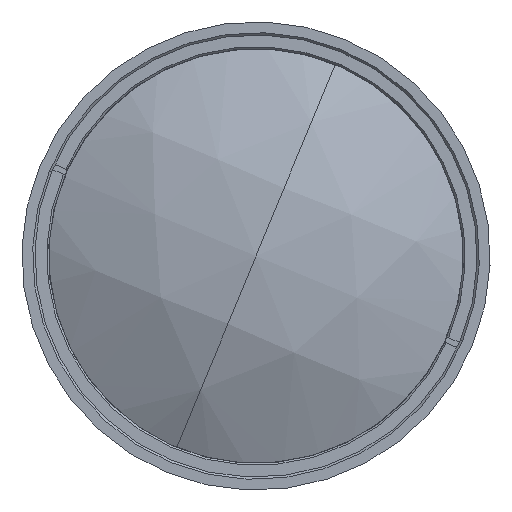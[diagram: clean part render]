
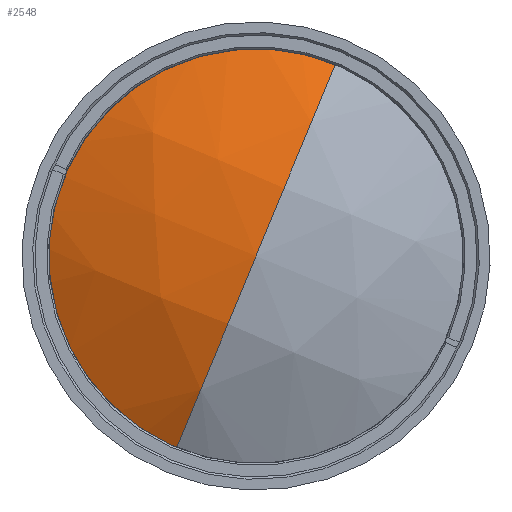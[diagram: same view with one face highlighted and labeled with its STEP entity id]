
A CAD part, left-side view. The second image highlights one B-rep face of the part: STEP entity #2548.
In plain terms, the highlighted free-form (B-spline) face has degree [3, 3] with [4, 4] control points.
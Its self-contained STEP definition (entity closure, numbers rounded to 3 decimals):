
#189 = AXIS2_PLACEMENT_3D ( 'NONE', #1559, #14560, #7830 ) ;
#1223 = CARTESIAN_POINT ( 'NONE',  ( -267.405, 24.252, 72.369 ) ) ;
#1559 = CARTESIAN_POINT ( 'NONE',  ( -280.688, 0., 0. ) ) ;
#2548 = ADVANCED_FACE ( 'NONE', ( #14333 ), #20030, .T. ) ;
#3203 = ORIENTED_EDGE ( 'NONE', *, *, #5074, .T. ) ;
#3664 = AXIS2_PLACEMENT_3D ( 'NONE', #20291, #10912, #6180 ) ;
#3996 = CIRCLE ( 'NONE', #3664, 57. ) ;
#4319 = CARTESIAN_POINT ( 'NONE',  ( -285.29, 47.402, 42.286 ) ) ;
#4352 = DIRECTION ( 'NONE',  ( 0., 0.924, 0.382 ) ) ;
#5074 = EDGE_CURVE ( 'NONE', #15193, #8770, #3996, .T. ) ;
#5129 = EDGE_LOOP ( 'NONE', ( #18444, #12999, #3203 ) ) ;
#6180 = DIRECTION ( 'NONE',  ( 0., -0.924, -0.382 ) ) ;
#6266 = CARTESIAN_POINT ( 'NONE',  ( -280.688, -21.765, 52.681 ) ) ;
#6445 = VERTEX_POINT ( 'NONE', #15558 ) ;
#6904 = EDGE_CURVE ( 'NONE', #8770, #6445, #14028, .T. ) ;
#6929 = CIRCLE ( 'NONE', #18700, 118.259 ) ;
#7715 = CARTESIAN_POINT ( 'NONE',  ( -300.789, 8.012, -19.391 ) ) ;
#7818 = CARTESIAN_POINT ( 'NONE',  ( -280.342, -5.733, 59.98 ) ) ;
#7830 = DIRECTION ( 'NONE',  ( 0., -0.924, -0.382 ) ) ;
#7919 = CARTESIAN_POINT ( 'NONE',  ( -285.29, 63.426, 3.504 ) ) ;
#8770 = VERTEX_POINT ( 'NONE', #18440 ) ;
#9417 = CARTESIAN_POINT ( 'NONE',  ( -295.511, 30.352, 35.241 ) ) ;
#10864 = CARTESIAN_POINT ( 'NONE',  ( -280.342, 22.004, -53.258 ) ) ;
#10912 = DIRECTION ( 'NONE',  ( -1., 0., 0. ) ) ;
#11173 = CARTESIAN_POINT ( 'NONE',  ( -275.936, 54.027, -40.027 ) ) ;
#11972 = EDGE_CURVE ( 'NONE', #6445, #15193, #6929, .T. ) ;
#12364 = DIRECTION ( 'NONE',  ( 0., 0.382, -0.924 ) ) ;
#12536 = CARTESIAN_POINT ( 'NONE',  ( -280.342, -22.004, 53.258 ) ) ;
#12745 = CARTESIAN_POINT ( 'NONE',  ( -300.789, -8.012, 19.391 ) ) ;
#12999 = ORIENTED_EDGE ( 'NONE', *, *, #11972, .T. ) ;
#14028 = CIRCLE ( 'NONE', #189, 57. ) ;
#14333 = FACE_OUTER_BOUND ( 'NONE', #5129, .T. ) ;
#14560 = DIRECTION ( 'NONE',  ( -1., 0., 0. ) ) ;
#15193 = VERTEX_POINT ( 'NONE', #6266 ) ;
#15558 = CARTESIAN_POINT ( 'NONE',  ( -280.688, 21.765, -52.681 ) ) ;
#15657 = CARTESIAN_POINT ( 'NONE',  ( -177.073, 0., 0. ) ) ;
#15724 = CARTESIAN_POINT ( 'NONE',  ( -267.405, 68.259, -34.147 ) ) ;
#15936 = CARTESIAN_POINT ( 'NONE',  ( -275.936, 10.02, 66.488 ) ) ;
#17426 = CARTESIAN_POINT ( 'NONE',  ( -295.511, 46.376, -3.541 ) ) ;
#17637 = CARTESIAN_POINT ( 'NONE',  ( -300.789, 27.504, -11.338 ) ) ;
#18440 = CARTESIAN_POINT ( 'NONE',  ( -280.688, 52.681, 21.765 ) ) ;
#18444 = ORIENTED_EDGE ( 'NONE', *, *, #6904, .T. ) ;
#18700 = AXIS2_PLACEMENT_3D ( 'NONE', #15657, #4352, #12364 ) ;
#19203 = CARTESIAN_POINT ( 'NONE',  ( -300.789, 11.481, 27.444 ) ) ;
#20030 =( BOUNDED_SURFACE ( )  B_SPLINE_SURFACE ( 3, 3, ( 
 ( #10864, #20455, #11173, #15724 ),
 ( #7715, #17637, #17426, #7919 ),
 ( #12745, #19203, #9417, #4319 ),
 ( #12536, #7818, #15936, #1223 ) ),
 .UNSPECIFIED., .F., .F., .F. ) 
 B_SPLINE_SURFACE_WITH_KNOTS ( ( 4, 4 ),
 ( 4, 4 ),
 ( 0., 1. ),
 ( 0., 1. ),
 .UNSPECIFIED. ) 
 GEOMETRIC_REPRESENTATION_ITEM ( )  RATIONAL_B_SPLINE_SURFACE ( (
 ( 1., 0.979, 0.979, 1.),
 ( 0.916, 0.896, 0.896, 0.916),
 ( 0.916, 0.896, 0.896, 0.916),
 ( 1., 0.979, 0.979, 1.) ) ) 
 REPRESENTATION_ITEM ( '' )  SURFACE ( )  );
#20291 = CARTESIAN_POINT ( 'NONE',  ( -280.688, 0., 0. ) ) ;
#20455 = CARTESIAN_POINT ( 'NONE',  ( -280.342, 38.274, -46.535 ) ) ;
